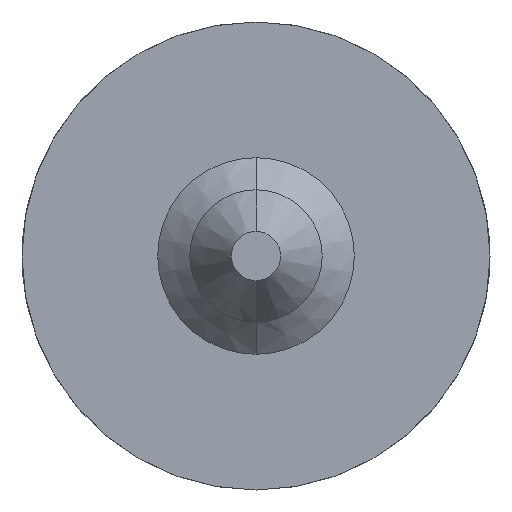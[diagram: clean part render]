
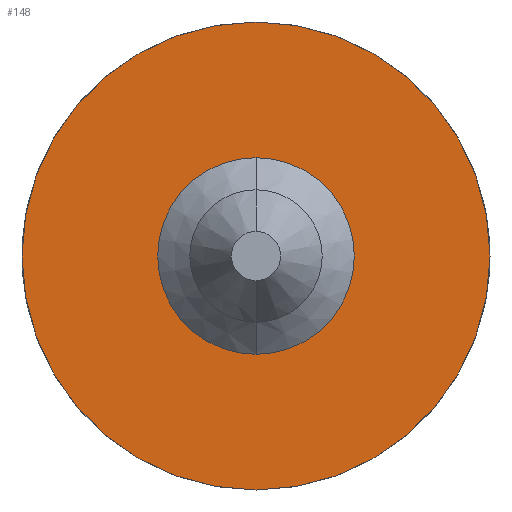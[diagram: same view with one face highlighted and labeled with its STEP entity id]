
A CAD part, front view. The second image highlights one B-rep face of the part: STEP entity #148.
In plain terms, the highlighted planar face has unit normal (0, -1, 0).
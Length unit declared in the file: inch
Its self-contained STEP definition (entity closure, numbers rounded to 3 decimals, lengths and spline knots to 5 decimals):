
#36 = DIRECTION ( 'NONE',  ( 0., -1., 0. ) ) ;
#66 = DIRECTION ( 'NONE',  ( 0., 0., -1. ) ) ;
#85 = EDGE_CURVE ( 'NONE', #778, #589, #979, .T. ) ;
#105 = EDGE_CURVE ( 'NONE', #187, #1215, #431, .T. ) ;
#148 = ADVANCED_FACE ( 'NONE', ( #1384, #542 ), #1076, .T. ) ;
#157 = CARTESIAN_POINT ( 'NONE',  ( 0., 0.68184, 0. ) ) ;
#186 = EDGE_CURVE ( 'NONE', #1215, #187, #701, .T. ) ;
#187 = VERTEX_POINT ( 'NONE', #498 ) ;
#189 = EDGE_CURVE ( 'NONE', #589, #778, #991, .T. ) ;
#192 = DIRECTION ( 'NONE',  ( 0., -1., 0. ) ) ;
#265 = ORIENTED_EDGE ( 'NONE', *, *, #105, .T. ) ;
#332 = CARTESIAN_POINT ( 'NONE',  ( 0., 0.68184, -0.0675 ) ) ;
#402 = EDGE_LOOP ( 'NONE', ( #426, #416 ) ) ;
#416 = ORIENTED_EDGE ( 'NONE', *, *, #189, .F. ) ;
#426 = ORIENTED_EDGE ( 'NONE', *, *, #85, .F. ) ;
#431 = CIRCLE ( 'NONE', #1136, 0.1625 ) ;
#498 = CARTESIAN_POINT ( 'NONE',  ( 0., 0.68184, -0.1625 ) ) ;
#519 = DIRECTION ( 'NONE',  ( 0., 0., -1. ) ) ;
#542 = FACE_BOUND ( 'NONE', #402, .T. ) ;
#563 = ORIENTED_EDGE ( 'NONE', *, *, #186, .T. ) ;
#589 = VERTEX_POINT ( 'NONE', #1050 ) ;
#687 = DIRECTION ( 'NONE',  ( 0., 0., -1. ) ) ;
#701 = CIRCLE ( 'NONE', #1064, 0.1625 ) ;
#778 = VERTEX_POINT ( 'NONE', #332 ) ;
#816 = DIRECTION ( 'NONE',  ( 0., 0., -1. ) ) ;
#926 = DIRECTION ( 'NONE',  ( 0., -1., 0. ) ) ;
#932 = CARTESIAN_POINT ( 'NONE',  ( 0., 0.68184, 0. ) ) ;
#963 = CARTESIAN_POINT ( 'NONE',  ( 0.1625, 0.68184, 0. ) ) ;
#979 = CIRCLE ( 'NONE', #1157, 0.0675 ) ;
#991 = CIRCLE ( 'NONE', #1059, 0.0675 ) ;
#996 = DIRECTION ( 'NONE',  ( 0., 0., -1. ) ) ;
#1041 = CARTESIAN_POINT ( 'NONE',  ( 0., 0.68184, 0. ) ) ;
#1050 = CARTESIAN_POINT ( 'NONE',  ( 0., 0.68184, 0.0675 ) ) ;
#1059 = AXIS2_PLACEMENT_3D ( 'NONE', #1041, #926, #816 ) ;
#1064 = AXIS2_PLACEMENT_3D ( 'NONE', #932, #192, #66 ) ;
#1076 = PLANE ( 'NONE',  #1098 ) ;
#1098 = AXIS2_PLACEMENT_3D ( 'NONE', #963, #1288, #519 ) ;
#1110 = DIRECTION ( 'NONE',  ( 0., -1., 0. ) ) ;
#1128 = CARTESIAN_POINT ( 'NONE',  ( 0., 0.68184, 0.1625 ) ) ;
#1136 = AXIS2_PLACEMENT_3D ( 'NONE', #1225, #1110, #996 ) ;
#1157 = AXIS2_PLACEMENT_3D ( 'NONE', #157, #36, #687 ) ;
#1215 = VERTEX_POINT ( 'NONE', #1128 ) ;
#1225 = CARTESIAN_POINT ( 'NONE',  ( 0., 0.68184, 0. ) ) ;
#1288 = DIRECTION ( 'NONE',  ( 0., -1., 0. ) ) ;
#1379 = EDGE_LOOP ( 'NONE', ( #265, #563 ) ) ;
#1384 = FACE_OUTER_BOUND ( 'NONE', #1379, .T. ) ;
